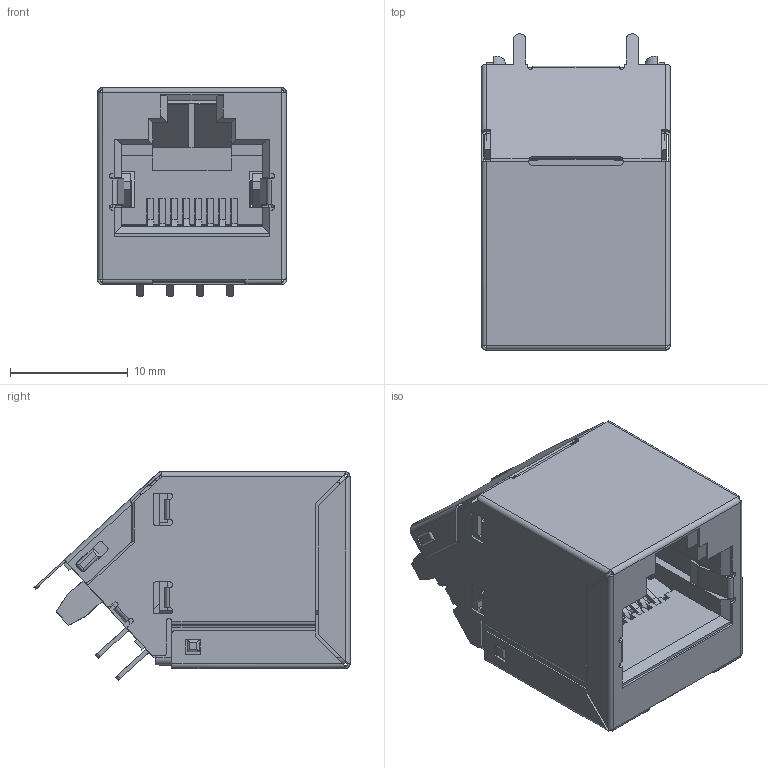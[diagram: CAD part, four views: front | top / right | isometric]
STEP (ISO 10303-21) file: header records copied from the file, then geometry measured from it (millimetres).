
FILE_DESCRIPTION(/* description */ ('Unknown'),/* implementation_level */ '2;1');
FILE_NAME(/* name */ '615008160721',/* time_stamp */ '2019-10-25T10:11:59+02:00',/* author */ ('Unknown'),/* organization */ ('Unknown'),/* preprocessor_version */ 'ST-DEVELOPER v16.7',/* originating_system */ 'DEX',/* authorisation */ $);
FILE_SCHEMA (('AUTOMOTIVE_DESIGN {1 0 10303 214 3 1 1}'));
Length unit declared in the file: millimetre
Products named in the file (16): 615008160721; 615008160721_Housing; 615008160721_Insert_Bottom; 615008160721_Pin_U_Bottom; 615008160721_Pin_1_Bottom; 615008160721_Pin_2_Bottom; 615008160721_Pin_3_Bottom; 615008160721_Shielding; 615008160721_Insert_Top; 615008160721_Pin_1_Top; 615008160721_Pin_U_Top; 615008160721_Pin_2_Top; 615008160721_Pin_3_Top; 615008160721_Insert_47,5蚓
Assembly tree (15 placements, depth 3):
  615008160721
    615008160721_Housing
    615008160721_Insert_Bottom
      615008160721_Insert_Bottom
      615008160721_Pin_U_Bottom
      615008160721_Pin_1_Bottom
      615008160721_Pin_2_Bottom
      615008160721_Pin_3_Bottom
    615008160721_Shielding
    615008160721_Insert_Top
      615008160721_Insert_Top
      615008160721_Pin_1_Top
      615008160721_Pin_U_Top
      615008160721_Pin_2_Top
      615008160721_Pin_3_Top
    615008160721_Insert_47,5蚓
Bounding box: 16.04 x 26.8 x 17.71 mm (x, y, z)
Volume: 2681.2 mm3; surface area: 9022.6 mm2
Topology: 13 solids, 13 shells, 1411 faces, 3972 edges, 2579 vertices
Faces by surface type: plane 1090, cylinder 299, bspline 16, cone 4, sphere 2
Full cylindrical faces by diameter (mm): 0.9 x12, 1 x4, 1.1 x22, 1.596 x2
Entity records: 46843 total; most frequent: CARTESIAN_POINT 8218, ORIENTED_EDGE 7814, DIRECTION 7271, EDGE_CURVE 3907, LINE 3263, VECTOR 3263, VERTEX_POINT 2556, AXIS2_PLACEMENT_3D 2004
